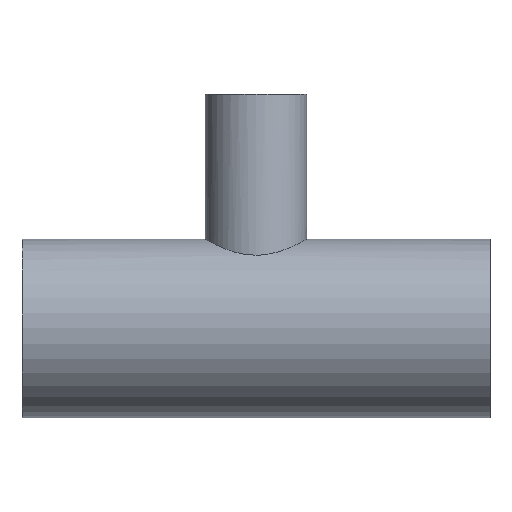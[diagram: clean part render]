
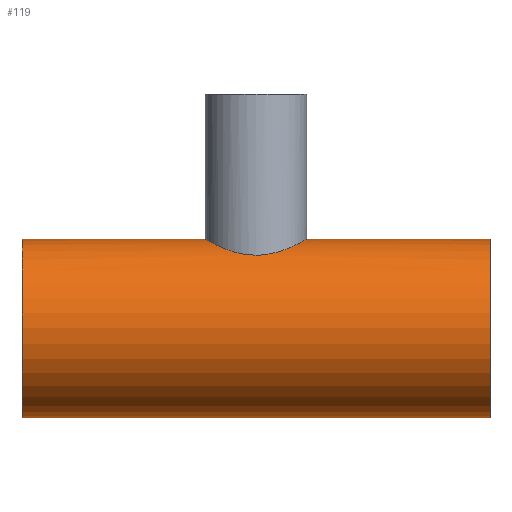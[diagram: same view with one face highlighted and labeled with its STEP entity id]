
A CAD part, front view. The second image highlights one B-rep face of the part: STEP entity #119.
In plain terms, the highlighted cylindrical face has radius 19.05 mm (diameter 38.1 mm), a full revolution.
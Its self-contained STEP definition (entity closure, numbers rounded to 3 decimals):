
#16=FACE_BOUND('',#35,.T.);
#26=FACE_OUTER_BOUND('',#34,.T.);
#34=EDGE_LOOP('',(#96,#97,#98,#99));
#35=EDGE_LOOP('',(#100,#101));
#44=B_SPLINE_CURVE_WITH_KNOTS('',3,(#237,#238,#239,#240,#241,#242,#243,
#244,#245,#246,#247,#248),.UNSPECIFIED.,.F.,.F.,(4,2,2,2,2,4),(0.,0.211,
0.421,0.842,1.261,1.68),
 .UNSPECIFIED.);
#45=B_SPLINE_CURVE_WITH_KNOTS('',3,(#249,#250,#251,#252,#253,#254,#255,
#256,#257,#258,#259,#260,#261,#262,#263,#264,#265,#266,#267,#268,#269,#270,
#271,#272,#273,#274,#275,#276,#277,#278,#279,#280),.UNSPECIFIED.,.F.,.F.,
(4,2,2,2,2,2,2,2,2,2,2,2,2,2,2,4),(1.68,2.099,2.518,
2.94,3.15,3.361,3.571,3.782,
4.203,4.622,5.041,5.46,5.879,
6.3,6.511,6.721),.UNSPECIFIED.);
#48=LINE('',#286,#52);
#52=VECTOR('',#174,19.05);
#56=CIRCLE('',#149,19.05);
#57=CIRCLE('',#150,19.05);
#64=VERTEX_POINT('',#234);
#65=VERTEX_POINT('',#236);
#66=VERTEX_POINT('',#283);
#67=VERTEX_POINT('',#285);
#76=EDGE_CURVE('',#65,#64,#44,.T.);
#77=EDGE_CURVE('',#64,#65,#45,.T.);
#78=EDGE_CURVE('',#66,#66,#56,.T.);
#79=EDGE_CURVE('',#66,#67,#48,.T.);
#80=EDGE_CURVE('',#67,#67,#57,.T.);
#96=ORIENTED_EDGE('',*,*,#78,.F.);
#97=ORIENTED_EDGE('',*,*,#79,.T.);
#98=ORIENTED_EDGE('',*,*,#80,.F.);
#99=ORIENTED_EDGE('',*,*,#79,.F.);
#100=ORIENTED_EDGE('',*,*,#76,.T.);
#101=ORIENTED_EDGE('',*,*,#77,.T.);
#114=CYLINDRICAL_SURFACE('',#148,19.05);
#119=ADVANCED_FACE('',(#26,#16),#114,.T.);
#148=AXIS2_PLACEMENT_3D('',#282,#170,#171);
#149=AXIS2_PLACEMENT_3D('',#284,#172,#173);
#150=AXIS2_PLACEMENT_3D('',#287,#175,#176);
#170=DIRECTION('center_axis',(1.,0.,0.));
#171=DIRECTION('ref_axis',(0.,1.,0.));
#172=DIRECTION('center_axis',(1.,0.,0.));
#173=DIRECTION('ref_axis',(0.,1.,0.));
#174=DIRECTION('',(-1.,0.,0.));
#175=DIRECTION('center_axis',(-1.,0.,0.));
#176=DIRECTION('ref_axis',(0.,1.,0.));
#234=CARTESIAN_POINT('',(-10.85,0.,19.05));
#236=CARTESIAN_POINT('',(0.,-10.85,15.658));
#237=CARTESIAN_POINT('Ctrl Pts',(0.,-10.85,15.658));
#238=CARTESIAN_POINT('Ctrl Pts',(-0.702,-10.85,15.658));
#239=CARTESIAN_POINT('Ctrl Pts',(-1.42,-10.781,15.707));
#240=CARTESIAN_POINT('Ctrl Pts',(-2.836,-10.498,15.897));
#241=CARTESIAN_POINT('Ctrl Pts',(-3.533,-10.284,16.039));
#242=CARTESIAN_POINT('Ctrl Pts',(-5.527,-9.447,16.555));
#243=CARTESIAN_POINT('Ctrl Pts',(-6.724,-8.62,17.02));
#244=CARTESIAN_POINT('Ctrl Pts',(-8.615,-6.729,17.852));
#245=CARTESIAN_POINT('Ctrl Pts',(-9.446,-5.53,18.281));
#246=CARTESIAN_POINT('Ctrl Pts',(-10.564,-2.865,18.883));
#247=CARTESIAN_POINT('Ctrl Pts',(-10.85,-1.397,19.05));
#248=CARTESIAN_POINT('Ctrl Pts',(-10.85,0.,19.05));
#249=CARTESIAN_POINT('Ctrl Pts',(-10.85,0.,19.05));
#250=CARTESIAN_POINT('Ctrl Pts',(-10.85,1.397,19.05));
#251=CARTESIAN_POINT('Ctrl Pts',(-10.564,2.865,18.883));
#252=CARTESIAN_POINT('Ctrl Pts',(-9.446,5.53,18.281));
#253=CARTESIAN_POINT('Ctrl Pts',(-8.615,6.729,17.852));
#254=CARTESIAN_POINT('Ctrl Pts',(-6.724,8.62,17.02));
#255=CARTESIAN_POINT('Ctrl Pts',(-5.527,9.447,16.555));
#256=CARTESIAN_POINT('Ctrl Pts',(-3.533,10.284,16.039));
#257=CARTESIAN_POINT('Ctrl Pts',(-2.836,10.498,15.897));
#258=CARTESIAN_POINT('Ctrl Pts',(-1.42,10.781,15.707));
#259=CARTESIAN_POINT('Ctrl Pts',(-0.702,10.85,15.658));
#260=CARTESIAN_POINT('Ctrl Pts',(0.702,10.85,15.658));
#261=CARTESIAN_POINT('Ctrl Pts',(1.42,10.781,15.707));
#262=CARTESIAN_POINT('Ctrl Pts',(2.836,10.498,15.897));
#263=CARTESIAN_POINT('Ctrl Pts',(3.533,10.284,16.039));
#264=CARTESIAN_POINT('Ctrl Pts',(5.527,9.447,16.555));
#265=CARTESIAN_POINT('Ctrl Pts',(6.724,8.62,17.02));
#266=CARTESIAN_POINT('Ctrl Pts',(8.615,6.729,17.852));
#267=CARTESIAN_POINT('Ctrl Pts',(9.446,5.53,18.281));
#268=CARTESIAN_POINT('Ctrl Pts',(10.564,2.865,18.883));
#269=CARTESIAN_POINT('Ctrl Pts',(10.85,1.397,19.05));
#270=CARTESIAN_POINT('Ctrl Pts',(10.85,-1.397,19.05));
#271=CARTESIAN_POINT('Ctrl Pts',(10.564,-2.865,18.883));
#272=CARTESIAN_POINT('Ctrl Pts',(9.446,-5.53,18.281));
#273=CARTESIAN_POINT('Ctrl Pts',(8.615,-6.729,17.852));
#274=CARTESIAN_POINT('Ctrl Pts',(6.724,-8.62,17.02));
#275=CARTESIAN_POINT('Ctrl Pts',(5.527,-9.447,16.555));
#276=CARTESIAN_POINT('Ctrl Pts',(3.533,-10.284,16.039));
#277=CARTESIAN_POINT('Ctrl Pts',(2.836,-10.498,15.897));
#278=CARTESIAN_POINT('Ctrl Pts',(1.42,-10.781,15.707));
#279=CARTESIAN_POINT('Ctrl Pts',(0.702,-10.85,15.658));
#280=CARTESIAN_POINT('Ctrl Pts',(0.,-10.85,15.658));
#282=CARTESIAN_POINT('Origin',(0.,0.,0.));
#283=CARTESIAN_POINT('',(50.,-19.05,0.));
#284=CARTESIAN_POINT('Origin',(50.,0.,0.));
#285=CARTESIAN_POINT('',(-50.,-19.05,0.));
#286=CARTESIAN_POINT('',(0.,-19.05,0.));
#287=CARTESIAN_POINT('Origin',(-50.,0.,0.));
